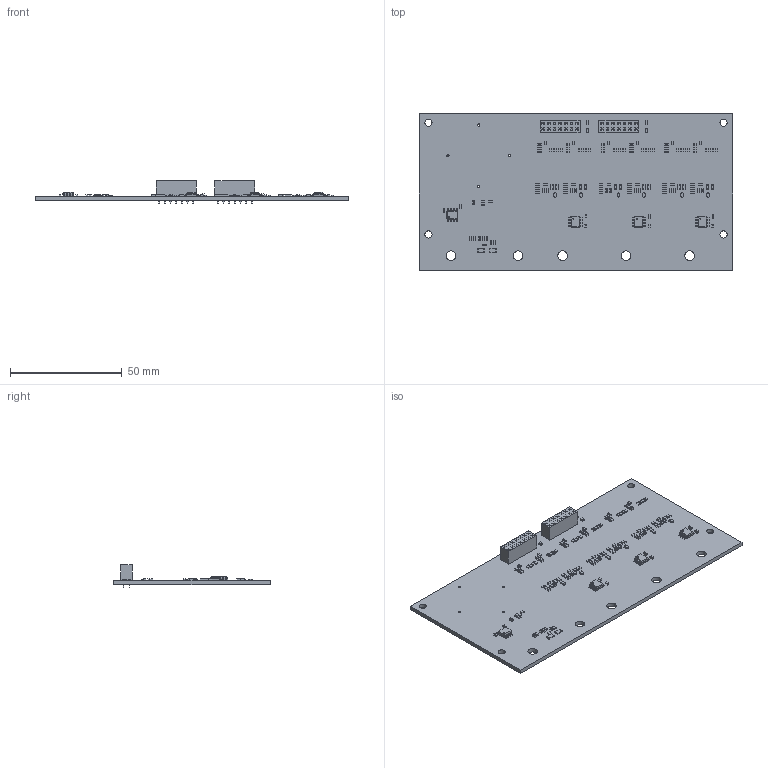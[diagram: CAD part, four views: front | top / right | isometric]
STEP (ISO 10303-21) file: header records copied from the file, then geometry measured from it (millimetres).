
FILE_DESCRIPTION(('KiCad electronic assembly'),'2;1');
FILE_NAME('Power_Stage.step','2024-09-11T11:12:19',('Pcbnew'),('Kicad'), 'Open CASCADE STEP processor 7.8','KiCad to STEP converter','Unknown' );
FILE_SCHEMA(('AUTOMOTIVE_DESIGN { 1 0 10303 214 1 1 1 1 }'));
Length unit declared in the file: millimetre
Products named in the file (18): Power_Stage 1; C_0603_1608Metric; R_0805_2012Metric; D_SOD-323F; D_SOD_323F; R_0603_1608Metric; PinSocket_2x07_P2.54mm_Vertical; PinSocket_2x07_P254mm_Vertical; SO-8_3.9x4.9mm_P1.27mm; CQ assembly; R_1206_3216Metric; LED_0603_1608Metric; _autosave-Power_Stage_PCB
Assembly tree (143 placements, depth 3):
  Power_Stage 1
    C_0603_1608Metric  x60
      C_0603_1608Metric
    R_0805_2012Metric  x12
      R_0805_2012Metric
    D_SOD-323F  x6
      D_SOD_323F
    R_0603_1608Metric  x46
      R_0603_1608Metric
    PinSocket_2x07_P2.54mm_Vertical  x2
      PinSocket_2x07_P254mm_Vertical
    SO-8_3.9x4.9mm_P1.27mm  x4
      CQ assembly
    R_1206_3216Metric  x2
      R_1206_3216Metric
    LED_0603_1608Metric  x2
      LED_0603_1608Metric
    _autosave-Power_Stage_PCB
Bounding box: 140 x 70 x 10.1 mm (x, y, z)
Volume: 19218.7 mm3; surface area: 23207.9 mm2
Topology: 171 solids, 171 shells, 5233 faces, 13425 edges, 8750 vertices
Faces by surface type: plane 3716, cylinder 1393, bspline 124
Full cylindrical faces by diameter (mm): 0.4 x8, 1 x32, 3.2 x4, 4.3 x5
Entity records: 31860 total; most frequent: CARTESIAN_POINT 4845, ORIENTED_EDGE 4484, DIRECTION 4426, EDGE_CURVE 2242, LINE 1968, VECTOR 1968, VERTEX_POINT 1452, AXIS2_PLACEMENT_3D 1229
